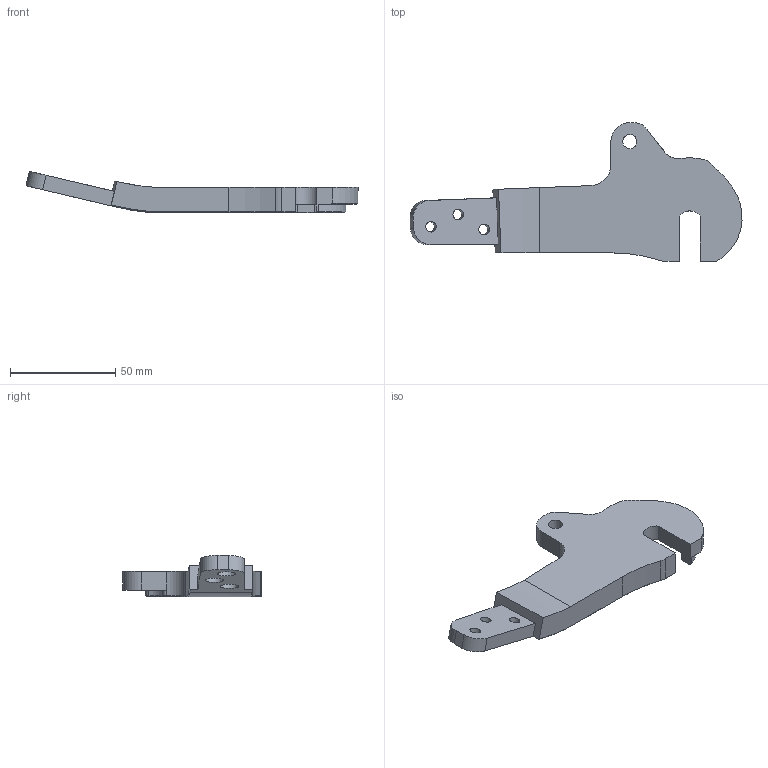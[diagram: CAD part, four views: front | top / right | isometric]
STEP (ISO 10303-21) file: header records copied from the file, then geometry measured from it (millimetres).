
FILE_DESCRIPTION(/* description */ (''),/* implementation_level */ '2;1');
FILE_NAME(/* name */ 'RIGHT.step',/* time_stamp */ '2020-09-10T23:19:52+02:00',/* author */ (''),/* organization */ (''),/* preprocessor_version */ 'ST-DEVELOPER v18.1',/* originating_system */ 'Autodesk Translation Framework v9.3.0.1241',/* authorisation */ '');
FILE_SCHEMA (('AUTOMOTIVE_DESIGN { 1 0 10303 214 3 1 1 }'));
Length unit declared in the file: millimetre
Products named in the file (1): fourche speedway 5 epaul
Bounding box: 157.96 x 66 x 19.62 mm (x, y, z)
Volume: 51464.3 mm3; surface area: 16582.6 mm2
Topology: 1 solids, 1 shells, 125 faces, 309 edges, 191 vertices
Faces by surface type: plane 42, cylinder 41, cone 28, sphere 6, torus 4, bspline 4
Full cylindrical faces by diameter (mm): 5.1 x3, 6.75 x1, 8.7 x3
Entity records: 3944 total; most frequent: CARTESIAN_POINT 836, DIRECTION 666, ORIENTED_EDGE 618, EDGE_CURVE 309, AXIS2_PLACEMENT_3D 251, VERTEX_POINT 191, LINE 164, VECTOR 164
